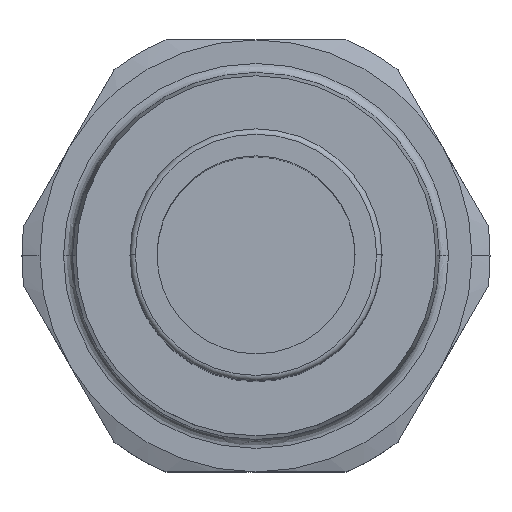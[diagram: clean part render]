
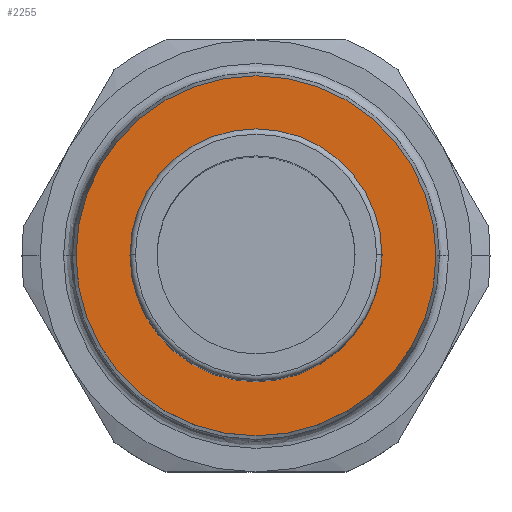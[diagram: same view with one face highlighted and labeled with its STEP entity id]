
A CAD part, top view. The second image highlights one B-rep face of the part: STEP entity #2255.
In plain terms, the highlighted planar face has unit normal (0, 0, 1).
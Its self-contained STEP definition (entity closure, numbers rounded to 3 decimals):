
#143=CARTESIAN_POINT('',(-10.,0.0,-6.6));
#144=VERTEX_POINT('',#143);
#160=CARTESIAN_POINT('',(10.,0.,-6.6));
#161=VERTEX_POINT('',#160);
#168=CARTESIAN_POINT('',(0.,0.0,-6.6));
#169=DIRECTION('',(0.0,0.0,1.0));
#170=DIRECTION('',(-1.0,0.0,0.0));
#171=AXIS2_PLACEMENT_3D('',#168,#169,#170);
#172=CIRCLE('',#171,10.);
#173=EDGE_CURVE('',#144,#161,#172,.T.);
#183=CARTESIAN_POINT('',(-7.,0.0,-6.6));
#184=VERTEX_POINT('',#183);
#193=CARTESIAN_POINT('',(7.,0.,-6.6));
#194=VERTEX_POINT('',#193);
#195=CARTESIAN_POINT('',(0.,0.0,-6.6));
#196=DIRECTION('',(0.0,0.0,1.0));
#197=DIRECTION('',(-1.0,0.0,0.0));
#198=AXIS2_PLACEMENT_3D('',#195,#196,#197);
#199=CIRCLE('',#198,7.);
#200=EDGE_CURVE('',#184,#194,#199,.T.);
#2214=CARTESIAN_POINT('',(0.,0.0,-6.6));
#2215=DIRECTION('',(0.0,0.0,1.0));
#2216=DIRECTION('',(-1.0,0.0,0.0));
#2217=AXIS2_PLACEMENT_3D('',#2214,#2215,#2216);
#2218=CIRCLE('',#2217,7.);
#2219=EDGE_CURVE('',#194,#184,#2218,.T.);
#2230=CARTESIAN_POINT('',(0.,0.0,-6.6));
#2231=DIRECTION('',(0.0,0.0,1.0));
#2232=DIRECTION('',(-1.0,0.0,0.0));
#2233=AXIS2_PLACEMENT_3D('',#2230,#2231,#2232);
#2234=CIRCLE('',#2233,10.);
#2235=EDGE_CURVE('',#161,#144,#2234,.T.);
#2242=CARTESIAN_POINT('',(-8.5,0.0,-6.6));
#2243=DIRECTION('',(0.0,0.0,1.0));
#2244=DIRECTION('',(1.0,0.0,0.0));
#2245=AXIS2_PLACEMENT_3D('',#2242,#2243,#2244);
#2246=PLANE('',#2245);
#2247=ORIENTED_EDGE('',*,*,#173,.T.);
#2248=ORIENTED_EDGE('',*,*,#2235,.T.);
#2249=EDGE_LOOP('',(#2247,#2248));
#2250=FACE_OUTER_BOUND('',#2249,.T.);
#2251=ORIENTED_EDGE('',*,*,#200,.F.);
#2252=ORIENTED_EDGE('',*,*,#2219,.F.);
#2253=EDGE_LOOP('',(#2251,#2252));
#2254=FACE_BOUND('',#2253,.T.);
#2255=ADVANCED_FACE('',(#2250,#2254),#2246,.T.);
